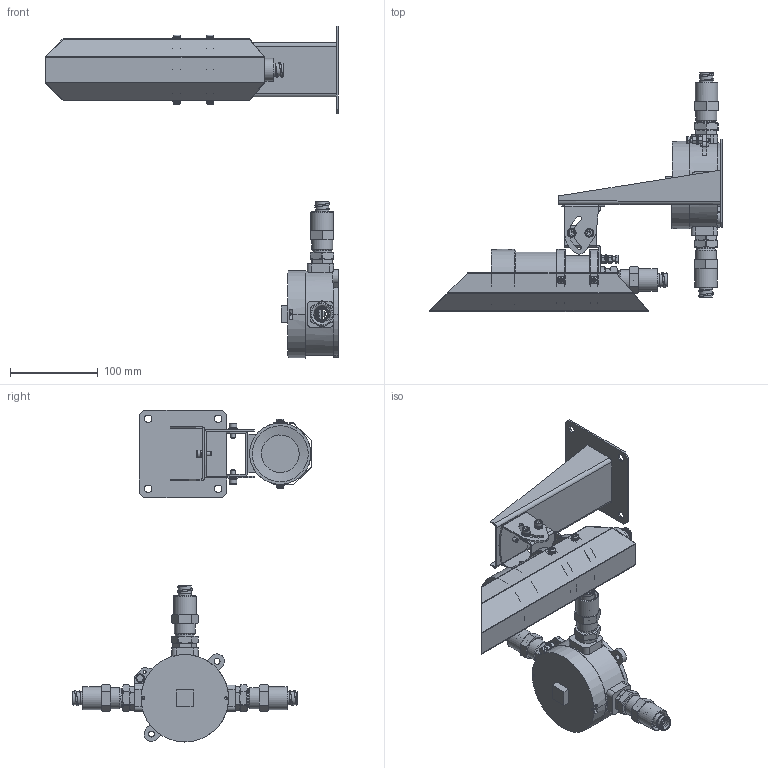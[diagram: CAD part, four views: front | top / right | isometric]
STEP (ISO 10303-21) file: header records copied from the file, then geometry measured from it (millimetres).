
FILE_DESCRIPTION(('STEP AP203'), '1');
FILE_NAME('ÌÈÐÀÊÑ ÌÊ_èçëó÷àòåëü-ïðèåìíèê-êîðîáêà', '2017-07-21T06:14:14', ('ñò'), (''), 'ASCON STEP Converter 1.3', 'ASCON Math Kernel', '');
FILE_SCHEMA(('CONFIG_CONTROL_DESIGN'));
Length unit declared in the file: millimetre
Products named in the file (42): 39; 40; 41; 42; 43; 44; 45; 46; 47; 48; 49; 50; 51; 52; 53; 54; 55; ﾑﾌﾄ56; 57; 58; 59; 60; 61; 62; 63; 64; 65; 66; 67; ﾑﾌﾄ 425151 209 20068; 69; 70; 71; 72; 73; 74; 75; 76; 77; 78 ...
Assembly tree (101 placements, depth 4):
  39
    40
    41
      42
      43
      44
      45
      46
    47
    48
    49
    50
    51
    52
    53
    54
    55
    ﾑﾌﾄ56
    57  x4
    58  x4
    59  x4
    60  x11
    61  x9
    62  x2
    63  x6
    64  x2
    65
    66
    67
    ﾑﾌﾄ 425151 209 20068
      69
      70
      71
      72  x6
      73
      74
      75  x3
      76  x2
      77
      78  x2
      79  x2
      80
      41  x3
        42
        43
        44
        45
        46
      66  x3
      58  x4
      57  x2
      64  x2
      60  x2
Bounding box: 334.78 x 273.77 x 379.41 mm (x, y, z)
Volume: 798318.5 mm3; surface area: 431184 mm2
Topology: 112 solids, 112 shells, 1807 faces, 4242 edges, 2725 vertices
Faces by surface type: plane 945, cylinder 503, cone 311, torus 31, bspline 11, sphere 5, extrusion 1
Full cylindrical faces by diameter (mm): 2.459 x2, 3 x4, 3.1 x4, 3.2 x2, 3.242 x2, 4 x12, 4.1 x11, 4.134 x4, 4.2 x1, 4.5 x6, 5 x11, 5.1 x3, 5.3 x3, 5.5 x13, 6 x2, 6.9 x1, 7 x4, 7.2 x1, 8 x4, 8.5 x12, 9 x6, 9.8 x1, 10 x13, 12 x9, 13 x4, 14 x1, 14.5 x4, 14.997 x4, 15 x4, 18 x8
Entity records: 36331 total; most frequent: CARTESIAN_POINT 11724, DIRECTION 4500, ORIENTED_EDGE 4140, EDGE_CURVE 2070, AXIS2_PLACEMENT_3D 1683, VERTEX_POINT 1316, VECTOR 1134, LINE 1133
